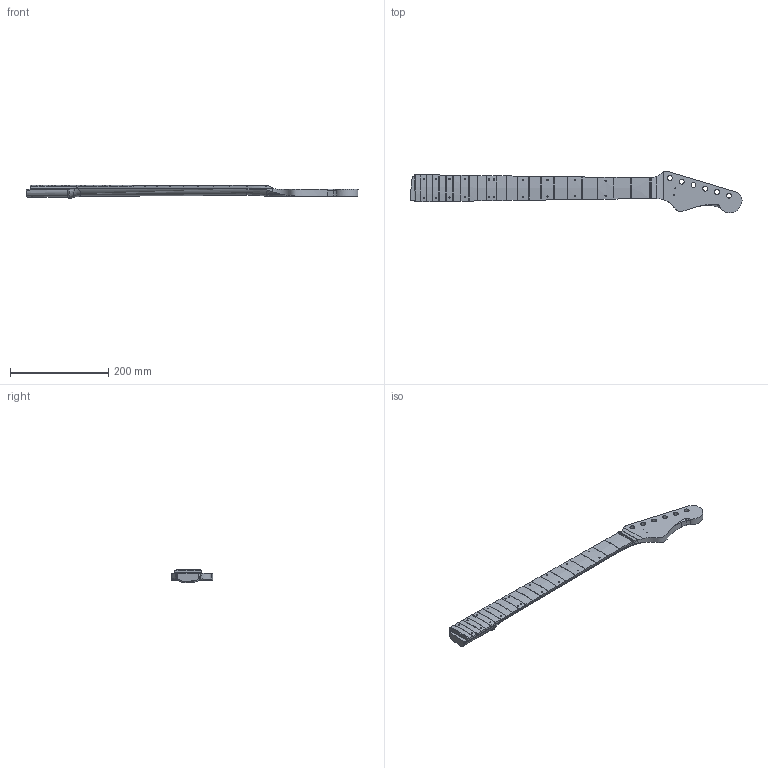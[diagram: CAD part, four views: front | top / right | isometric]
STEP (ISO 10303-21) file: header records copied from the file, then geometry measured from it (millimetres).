
FILE_DESCRIPTION (( 'STEP AP214' ), '1' );
FILE_NAME ('P_Full_Neck_CAM.STEP', '2023-12-04T01:51:14', ( '' ), ( '' ), 'SwSTEP 2.0', 'SolidWorks 2020', '' );
FILE_SCHEMA (( 'AUTOMOTIVE_DESIGN' ));
Length unit declared in the file: millimetre
Products named in the file (3): P_Neck; P_Full_Neck_CAM; P_Fretboard_CAM
Assembly tree (2 placements, depth 2):
  P_Full_Neck_CAM
    P_Neck
    P_Fretboard_CAM
Bounding box: 674.5 x 84.16 x 26.95 mm (x, y, z)
Volume: 495233.4 mm3; surface area: 146058.8 mm2
Topology: 2 solids, 2 shells, 297 faces, 790 edges, 524 vertices
Faces by surface type: cylinder 123, plane 99, bspline 73, sphere 2
Entity records: 15262 total; most frequent: CARTESIAN_POINT 8596, ORIENTED_EDGE 1576, DIRECTION 1050, EDGE_CURVE 788, VERTEX_POINT 524, AXIS2_PLACEMENT_3D 438, B_SPLINE_CURVE_WITH_KNOTS 399, EDGE_LOOP 338
